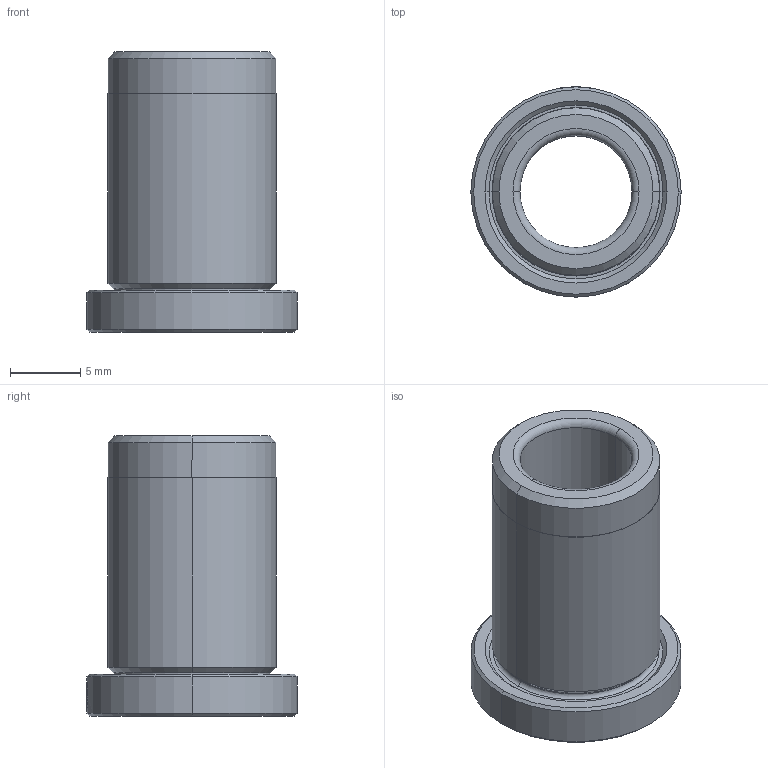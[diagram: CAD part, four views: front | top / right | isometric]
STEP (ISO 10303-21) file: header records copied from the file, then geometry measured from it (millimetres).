
FILE_DESCRIPTION (( 'STEP AP214' ), '1' );
FILE_NAME ('SGBH-D12-d8-20.step', '2022-07-05T04:00:09', ( 'User' ), ( 'china' ), 'SwSTEP 2.0', 'SolidWorks 2016', '' );
FILE_SCHEMA (( 'AUTOMOTIVE_DESIGN' ));
Length unit declared in the file: millimetre
Products named in the file (1): SGBH-D12-d8-20
Bounding box: 15 x 15 x 20 mm (x, y, z)
Volume: 1401.8 mm3; surface area: 1556.8 mm2
Topology: 1 solids, 1 shells, 63 faces, 140 edges, 84 vertices
Faces by surface type: cylinder 28, cone 14, plane 13, torus 8
Entity records: 1916 total; most frequent: CARTESIAN_POINT 488, DIRECTION 304, ORIENTED_EDGE 280, EDGE_CURVE 140, AXIS2_PLACEMENT_3D 124, VERTEX_POINT 84, EDGE_LOOP 70, FACE_OUTER_BOUND 63
